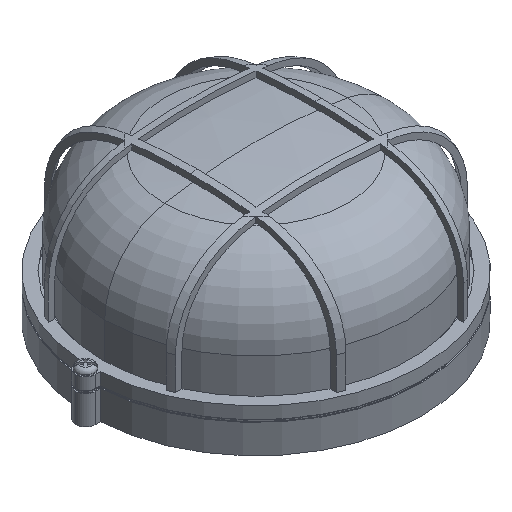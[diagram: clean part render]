
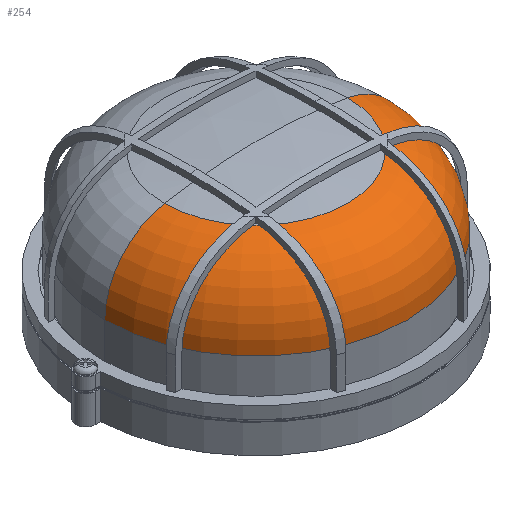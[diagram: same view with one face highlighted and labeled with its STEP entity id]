
A CAD part, isometric view. The second image highlights one B-rep face of the part: STEP entity #254.
In plain terms, the highlighted toroidal (fillet/blend) face has major radius 41.058 mm and minor radius 37.442 mm.
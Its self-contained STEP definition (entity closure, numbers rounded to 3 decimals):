
#6 = VERTEX_POINT ( 'NONE', #124 ) ;
#124 = CARTESIAN_POINT ( 'NONE',  ( 78.5, 0., 39.5 ) ) ;
#254 = ADVANCED_FACE ( 'NONE', ( #1669 ), #1680, .T. ) ;
#1624 = AXIS2_PLACEMENT_3D ( 'NONE', #1675, #5100, #2173 ) ;
#1669 = FACE_OUTER_BOUND ( 'NONE', #3160, .T. ) ;
#1675 = CARTESIAN_POINT ( 'NONE',  ( 41.058, 0., 39.5 ) ) ;
#1680 = TOROIDAL_SURFACE ( 'NONE', #2725, 41.058, 37.442 ) ;
#1704 = AXIS2_PLACEMENT_3D ( 'NONE', #2135, #5516, #2614 ) ;
#1774 = CARTESIAN_POINT ( 'NONE',  ( 47.5, 0., 76.383 ) ) ;
#1808 = CIRCLE ( 'NONE', #4574, 47.5 ) ;
#1925 = VERTEX_POINT ( 'NONE', #4384 ) ;
#2135 = CARTESIAN_POINT ( 'NONE',  ( -41.058, 0., 39.5 ) ) ;
#2173 = DIRECTION ( 'NONE',  ( 0., 0., -1. ) ) ;
#2614 = DIRECTION ( 'NONE',  ( -1., 0., 0. ) ) ;
#2658 = CIRCLE ( 'NONE', #1704, 37.442 ) ;
#2725 = AXIS2_PLACEMENT_3D ( 'NONE', #3686, #3863, #3674 ) ;
#3160 = EDGE_LOOP ( 'NONE', ( #4012, #4834, #6252, #4202 ) ) ;
#3674 = DIRECTION ( 'NONE',  ( 1., 0., 0. ) ) ;
#3686 = CARTESIAN_POINT ( 'NONE',  ( 0., 0., 39.5 ) ) ;
#3815 = EDGE_CURVE ( 'NONE', #1925, #6, #4944, .T. ) ;
#3828 = EDGE_CURVE ( 'NONE', #4017, #4331, #1808, .T. ) ;
#3863 = DIRECTION ( 'NONE',  ( 0., 0., 1. ) ) ;
#4012 = ORIENTED_EDGE ( 'NONE', *, *, #6346, .F. ) ;
#4017 = VERTEX_POINT ( 'NONE', #5810 ) ;
#4202 = ORIENTED_EDGE ( 'NONE', *, *, #3828, .F. ) ;
#4331 = VERTEX_POINT ( 'NONE', #1774 ) ;
#4384 = CARTESIAN_POINT ( 'NONE',  ( -78.5, 0., 39.5 ) ) ;
#4574 = AXIS2_PLACEMENT_3D ( 'NONE', #4633, #4611, #4575 ) ;
#4575 = DIRECTION ( 'NONE',  ( 1., 0., 0. ) ) ;
#4607 = AXIS2_PLACEMENT_3D ( 'NONE', #5085, #5062, #5026 ) ;
#4611 = DIRECTION ( 'NONE',  ( 0., 0., 1. ) ) ;
#4633 = CARTESIAN_POINT ( 'NONE',  ( 0., 0., 76.383 ) ) ;
#4834 = ORIENTED_EDGE ( 'NONE', *, *, #3815, .T. ) ;
#4944 = CIRCLE ( 'NONE', #4607, 78.5 ) ;
#5026 = DIRECTION ( 'NONE',  ( 1., 0., 0. ) ) ;
#5062 = DIRECTION ( 'NONE',  ( 0., 0., 1. ) ) ;
#5085 = CARTESIAN_POINT ( 'NONE',  ( 0., 0., 39.5 ) ) ;
#5100 = DIRECTION ( 'NONE',  ( 0., -1., 0. ) ) ;
#5516 = DIRECTION ( 'NONE',  ( 0., 1., 0. ) ) ;
#5810 = CARTESIAN_POINT ( 'NONE',  ( -47.5, 0., 76.383 ) ) ;
#6252 = ORIENTED_EDGE ( 'NONE', *, *, #6402, .T. ) ;
#6346 = EDGE_CURVE ( 'NONE', #1925, #4017, #2658, .T. ) ;
#6380 = CIRCLE ( 'NONE', #1624, 37.442 ) ;
#6402 = EDGE_CURVE ( 'NONE', #6, #4331, #6380, .T. ) ;
